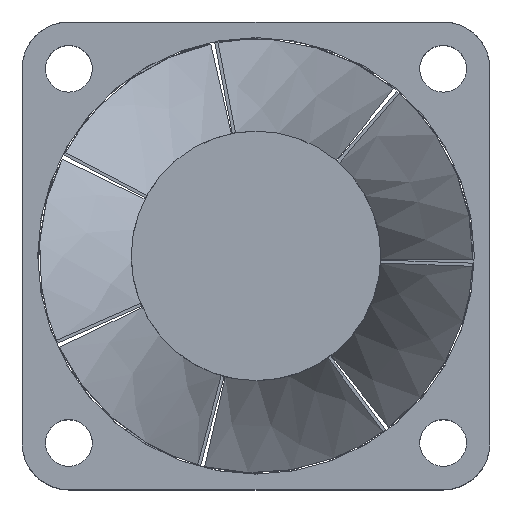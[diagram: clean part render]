
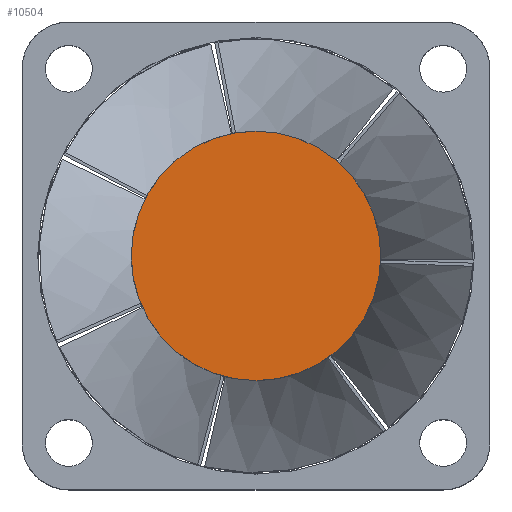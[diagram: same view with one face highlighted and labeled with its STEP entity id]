
A CAD part, top view. The second image highlights one B-rep face of the part: STEP entity #10504.
In plain terms, the highlighted planar face has unit normal (0, 0, 1).
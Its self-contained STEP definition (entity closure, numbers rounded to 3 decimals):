
#7288 = CYLINDRICAL_SURFACE('',#7289,8.);
#7289 = AXIS2_PLACEMENT_3D('',#7290,#7291,#7292);
#7290 = CARTESIAN_POINT('',(0.,0.,1.75));
#7291 = DIRECTION('',(-0.,-0.,-1.));
#7292 = DIRECTION('',(1.,0.,0.));
#7570 = VERTEX_POINT('',#7571);
#7571 = CARTESIAN_POINT('',(8.,0.,10.));
#7592 = EDGE_CURVE('',#7570,#7570,#7593,.T.);
#7593 = SURFACE_CURVE('',#7594,(#7599,#7606),.PCURVE_S1.);
#7594 = CIRCLE('',#7595,8.);
#7595 = AXIS2_PLACEMENT_3D('',#7596,#7597,#7598);
#7596 = CARTESIAN_POINT('',(0.,0.,10.));
#7597 = DIRECTION('',(0.,0.,1.));
#7598 = DIRECTION('',(1.,0.,0.));
#7599 = PCURVE('',#7288,#7600);
#7600 = DEFINITIONAL_REPRESENTATION('',(#7601),#7605);
#7601 = LINE('',#7602,#7603);
#7602 = CARTESIAN_POINT('',(-0.,-8.25));
#7603 = VECTOR('',#7604,1.);
#7604 = DIRECTION('',(-1.,0.));
#7605 = ( GEOMETRIC_REPRESENTATION_CONTEXT(2) 
PARAMETRIC_REPRESENTATION_CONTEXT() REPRESENTATION_CONTEXT('2D SPACE',''
  ) );
#7606 = PCURVE('',#7607,#7612);
#7607 = PLANE('',#7608);
#7608 = AXIS2_PLACEMENT_3D('',#7609,#7610,#7611);
#7609 = CARTESIAN_POINT('',(0.,0.,10.));
#7610 = DIRECTION('',(0.,0.,1.));
#7611 = DIRECTION('',(1.,0.,0.));
#7612 = DEFINITIONAL_REPRESENTATION('',(#7613),#7617);
#7613 = CIRCLE('',#7614,8.);
#7614 = AXIS2_PLACEMENT_2D('',#7615,#7616);
#7615 = CARTESIAN_POINT('',(0.,0.));
#7616 = DIRECTION('',(1.,0.));
#7617 = ( GEOMETRIC_REPRESENTATION_CONTEXT(2) 
PARAMETRIC_REPRESENTATION_CONTEXT() REPRESENTATION_CONTEXT('2D SPACE',''
  ) );
#10504 = ADVANCED_FACE('',(#10505),#7607,.T.);
#10505 = FACE_BOUND('',#10506,.T.);
#10506 = EDGE_LOOP('',(#10507));
#10507 = ORIENTED_EDGE('',*,*,#7592,.T.);
